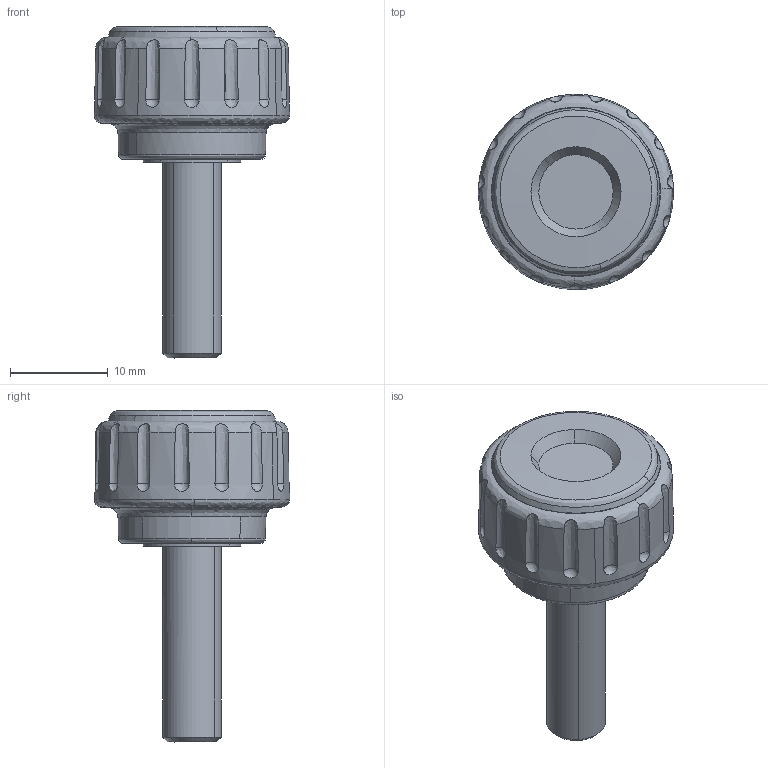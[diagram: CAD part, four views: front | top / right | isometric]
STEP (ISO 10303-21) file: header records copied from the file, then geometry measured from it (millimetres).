
FILE_DESCRIPTION((''),'2;1');
FILE_NAME('','2006-02-22T16:23:15',(''),(''),'','CADfix','');
FILE_SCHEMA(('AUTOMOTIVE_DESIGN'));
Length unit declared in the file: millimetre
Products named in the file (3): screw; knob; KDMS_20_M6_20_WH_23746_36
Assembly tree (2 placements, depth 2):
  KDMS_20_M6_20_WH_23746_36
    screw
    knob
Bounding box: 19.97 x 19.96 x 33.95 mm (x, y, z)
Volume: 4089.9 mm3; surface area: 2061.6 mm2
Topology: 2 solids, 2 shells, 68 faces, 240 edges, 182 vertices
Faces by surface type: bspline 68
Entity records: 5562 total; most frequent: CARTESIAN_POINT 4119, ORIENTED_EDGE 480, EDGE_CURVE 240, B_SPLINE_CURVE_WITH_KNOTS 187, VERTEX_POINT 182, EDGE_LOOP 74, FACE_OUTER_BOUND 68, ADVANCED_FACE 68
